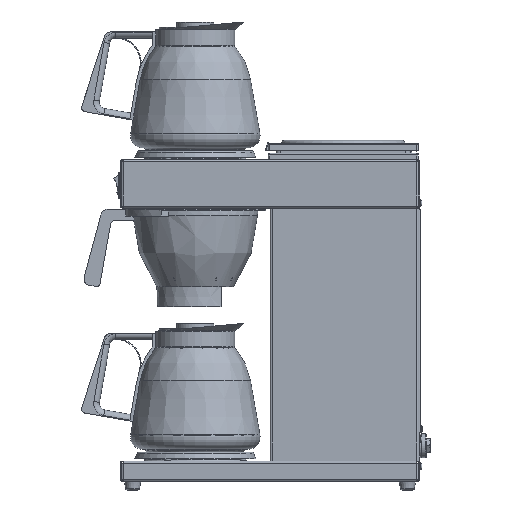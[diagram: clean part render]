
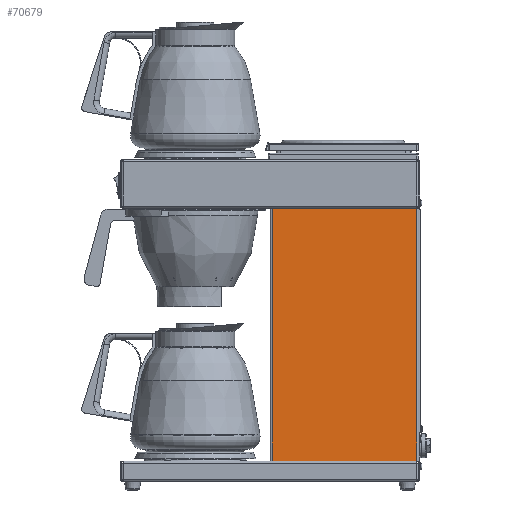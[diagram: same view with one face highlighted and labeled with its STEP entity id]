
A CAD part, left-side view. The second image highlights one B-rep face of the part: STEP entity #70679.
In plain terms, the highlighted planar face has unit normal (-1, 0, 0).
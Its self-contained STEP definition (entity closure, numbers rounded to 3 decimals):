
#3577=LINE('',#107358,#8961);
#3578=LINE('',#107360,#8962);
#3579=LINE('',#107362,#8963);
#3580=LINE('',#107364,#8964);
#3581=LINE('',#107366,#8965);
#3582=LINE('',#107368,#8966);
#3583=LINE('',#107370,#8967);
#5996=LINE('',#127259,#11380);
#6001=LINE('',#127278,#11385);
#6104=LINE('',#127568,#11488);
#6381=LINE('',#128262,#11765);
#6427=LINE('',#128341,#11811);
#6428=LINE('',#128343,#11812);
#6429=LINE('',#128344,#11813);
#6430=LINE('',#128345,#11814);
#6431=LINE('',#128347,#11815);
#6432=LINE('',#128348,#11816);
#6433=LINE('',#128349,#11817);
#8961=VECTOR('',#83190,10.);
#8962=VECTOR('',#83191,10.);
#8963=VECTOR('',#83192,10.);
#8964=VECTOR('',#83193,10.);
#8965=VECTOR('',#83194,10.);
#8966=VECTOR('',#83195,10.);
#8967=VECTOR('',#83196,10.);
#11380=VECTOR('',#92075,10.);
#11385=VECTOR('',#92094,10.);
#11488=VECTOR('',#92389,10.);
#11765=VECTOR('',#93060,10.);
#11811=VECTOR('',#93140,10.);
#11812=VECTOR('',#93141,10.);
#11813=VECTOR('',#93142,10.);
#11814=VECTOR('',#93143,10.);
#11815=VECTOR('',#93144,10.);
#11816=VECTOR('',#93145,10.);
#11817=VECTOR('',#93146,10.);
#14464=PLANE('',#76943);
#18972=FACE_OUTER_BOUND('',#23459,.T.);
#23459=EDGE_LOOP('',(#58912,#58913,#58914,#58915,#58916,#58917,#58918,#58919,
#58920,#58921,#58922,#58923,#58924,#58925,#58926,#58927,#58928,#58929));
#29275=VERTEX_POINT('',#107355);
#29276=VERTEX_POINT('',#107357);
#29277=VERTEX_POINT('',#107359);
#29278=VERTEX_POINT('',#107361);
#29279=VERTEX_POINT('',#107363);
#29280=VERTEX_POINT('',#107365);
#29281=VERTEX_POINT('',#107367);
#29282=VERTEX_POINT('',#107369);
#32240=VERTEX_POINT('',#127258);
#32247=VERTEX_POINT('',#127276);
#32330=VERTEX_POINT('',#127543);
#32337=VERTEX_POINT('',#127565);
#32338=VERTEX_POINT('',#127567);
#32368=VERTEX_POINT('',#127649);
#32557=VERTEX_POINT('',#128259);
#32558=VERTEX_POINT('',#128261);
#32575=VERTEX_POINT('',#128342);
#32576=VERTEX_POINT('',#128346);
#36363=EDGE_CURVE('',#29275,#29276,#3577,.T.);
#36364=EDGE_CURVE('',#29276,#29277,#3578,.T.);
#36365=EDGE_CURVE('',#29277,#29278,#3579,.T.);
#36366=EDGE_CURVE('',#29278,#29279,#3580,.T.);
#36367=EDGE_CURVE('',#29279,#29280,#3581,.T.);
#36368=EDGE_CURVE('',#29280,#29281,#3582,.T.);
#36369=EDGE_CURVE('',#29281,#29282,#3583,.T.);
#41096=EDGE_CURVE('',#29282,#32240,#5996,.T.);
#41106=EDGE_CURVE('',#29275,#32247,#6001,.T.);
#41253=EDGE_CURVE('',#32338,#32337,#6104,.T.);
#41601=EDGE_CURVE('',#32558,#32557,#6381,.T.);
#41648=EDGE_CURVE('',#32557,#32330,#6427,.T.);
#41649=EDGE_CURVE('',#32330,#32575,#6428,.T.);
#41650=EDGE_CURVE('',#32575,#32338,#6429,.T.);
#41651=EDGE_CURVE('',#32337,#32368,#6430,.T.);
#41652=EDGE_CURVE('',#32368,#32576,#6431,.T.);
#41653=EDGE_CURVE('',#32576,#32240,#6432,.T.);
#41654=EDGE_CURVE('',#32247,#32558,#6433,.T.);
#58912=ORIENTED_EDGE('',*,*,#41648,.T.);
#58913=ORIENTED_EDGE('',*,*,#41649,.T.);
#58914=ORIENTED_EDGE('',*,*,#41650,.T.);
#58915=ORIENTED_EDGE('',*,*,#41253,.T.);
#58916=ORIENTED_EDGE('',*,*,#41651,.T.);
#58917=ORIENTED_EDGE('',*,*,#41652,.T.);
#58918=ORIENTED_EDGE('',*,*,#41653,.T.);
#58919=ORIENTED_EDGE('',*,*,#41096,.F.);
#58920=ORIENTED_EDGE('',*,*,#36369,.F.);
#58921=ORIENTED_EDGE('',*,*,#36368,.F.);
#58922=ORIENTED_EDGE('',*,*,#36367,.F.);
#58923=ORIENTED_EDGE('',*,*,#36366,.F.);
#58924=ORIENTED_EDGE('',*,*,#36365,.F.);
#58925=ORIENTED_EDGE('',*,*,#36364,.F.);
#58926=ORIENTED_EDGE('',*,*,#36363,.F.);
#58927=ORIENTED_EDGE('',*,*,#41106,.T.);
#58928=ORIENTED_EDGE('',*,*,#41654,.T.);
#58929=ORIENTED_EDGE('',*,*,#41601,.T.);
#70679=ADVANCED_FACE('',(#18972),#14464,.T.);
#76943=AXIS2_PLACEMENT_3D('',#128340,#93138,#93139);
#83190=DIRECTION('',(0.,1.,0.));
#83191=DIRECTION('',(0.,1.,0.));
#83192=DIRECTION('',(0.,1.,0.));
#83193=DIRECTION('',(0.,1.,0.));
#83194=DIRECTION('',(0.,1.,0.));
#83195=DIRECTION('',(0.,1.,0.));
#83196=DIRECTION('',(0.,1.,0.));
#92075=DIRECTION('',(0.,0.,1.));
#92094=DIRECTION('',(0.,0.,1.));
#92389=DIRECTION('',(0.,1.,0.));
#93060=DIRECTION('',(0.,1.,0.));
#93138=DIRECTION('center_axis',(-1.,0.,0.));
#93139=DIRECTION('ref_axis',(0.,-1.,0.));
#93140=DIRECTION('',(0.,1.,0.));
#93141=DIRECTION('',(0.,1.,0.));
#93142=DIRECTION('',(0.,1.,0.));
#93143=DIRECTION('',(0.,1.,0.));
#93144=DIRECTION('',(0.,1.,0.));
#93145=DIRECTION('',(0.,1.,0.));
#93146=DIRECTION('',(0.,1.,0.));
#107355=CARTESIAN_POINT('',(-90.,-181.7,0.8));
#107357=CARTESIAN_POINT('',(-90.,-161.1,0.8));
#107358=CARTESIAN_POINT('',(-90.,-46.05,0.8));
#107359=CARTESIAN_POINT('',(-90.,-155.2,0.8));
#107360=CARTESIAN_POINT('',(-90.,-79.35,0.8));
#107361=CARTESIAN_POINT('',(-90.,-86.1,0.8));
#107362=CARTESIAN_POINT('',(-90.,-46.05,0.8));
#107363=CARTESIAN_POINT('',(-90.,-80.2,0.8));
#107364=CARTESIAN_POINT('',(-90.,-41.85,0.8));
#107365=CARTESIAN_POINT('',(-90.,-11.1,0.8));
#107366=CARTESIAN_POINT('',(-90.,-46.05,0.8));
#107367=CARTESIAN_POINT('',(-90.,-5.2,0.8));
#107368=CARTESIAN_POINT('',(-90.,-4.35,0.8));
#107369=CARTESIAN_POINT('',(-90.,-2.5,0.8));
#107370=CARTESIAN_POINT('',(-90.,-46.05,0.8));
#127258=CARTESIAN_POINT('',(-90.,-2.5,313.8));
#127259=CARTESIAN_POINT('',(-90.,-2.5,313.8));
#127276=CARTESIAN_POINT('',(-90.,-181.7,313.8));
#127278=CARTESIAN_POINT('',(-90.,-181.7,235.55));
#127543=CARTESIAN_POINT('',(-90.,-161.1,313.8));
#127565=CARTESIAN_POINT('',(-90.,-80.2,313.8));
#127567=CARTESIAN_POINT('',(-90.,-86.1,313.8));
#127568=CARTESIAN_POINT('',(-90.,-184.2,313.8));
#127649=CARTESIAN_POINT('',(-90.,-11.1,313.8));
#128259=CARTESIAN_POINT('',(-90.,-179.434,313.8));
#128261=CARTESIAN_POINT('',(-90.,-180.566,313.8));
#128262=CARTESIAN_POINT('',(-90.,-184.2,313.8));
#128340=CARTESIAN_POINT('Origin',(-90.,-92.1,157.3));
#128341=CARTESIAN_POINT('',(-90.,-46.05,313.8));
#128342=CARTESIAN_POINT('',(-90.,-155.2,313.8));
#128343=CARTESIAN_POINT('',(-90.,-184.2,313.8));
#128344=CARTESIAN_POINT('',(-90.,-46.05,313.8));
#128345=CARTESIAN_POINT('',(-90.,-46.05,313.8));
#128346=CARTESIAN_POINT('',(-90.,-5.2,313.8));
#128347=CARTESIAN_POINT('',(-90.,-184.2,313.8));
#128348=CARTESIAN_POINT('',(-90.,-184.2,313.8));
#128349=CARTESIAN_POINT('',(-90.,-184.2,313.8));
